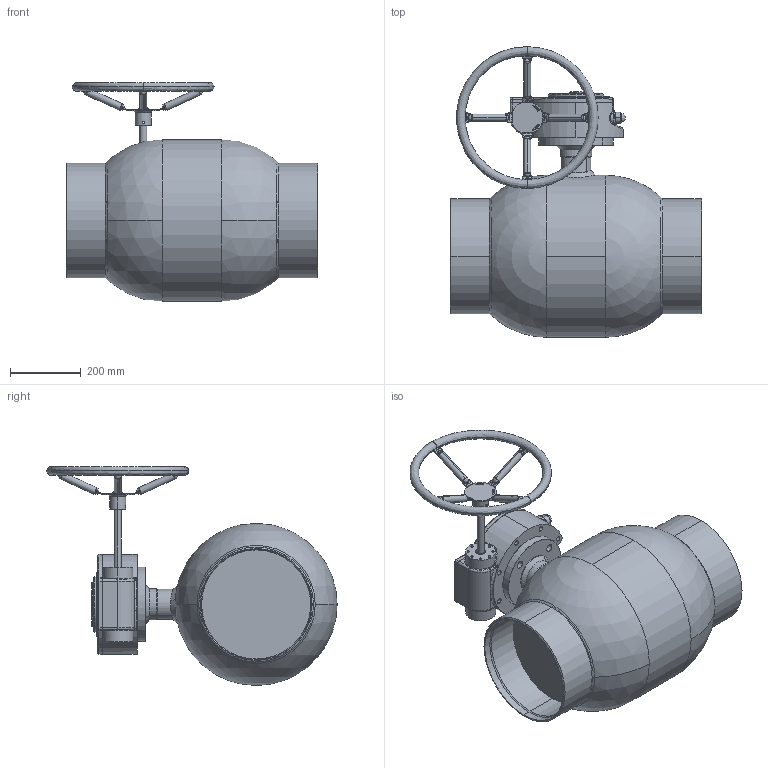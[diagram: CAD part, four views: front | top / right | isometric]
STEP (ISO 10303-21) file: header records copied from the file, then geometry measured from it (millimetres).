
FILE_DESCRIPTION (( 'STEP AP214' ), '1' );
FILE_NAME ('61102300 370.STEP', '2010-10-13T19:20:13', ( 'BROEN A/S' ), ( 'BROEN A/S' ), 'SwSTEP 2.0', 'SolidWorks 2009', '' );
FILE_SCHEMA (( 'AUTOMOTIVE_DESIGN' ));
Length unit declared in the file: millimetre
Products named in the file (1): 61102300 370
Bounding box: 710.21 x 819 x 617.5 mm (x, y, z)
Surface area: 1900502.2 mm2 (no closed solid volume)
Topology: 0 solids, 54 shells, 765 faces, 3038 edges, 2231 vertices
Faces by surface type: bspline 276, plane 225, cylinder 222, cone 38, sphere 4
Entity records: 106063 total; most frequent: CARTESIAN_POINT 75284, ORIENTED_EDGE 4627, DIRECTION 3781, EDGE_CURVE 3008, VERTEX_POINT 2231, VECTOR 1267, LINE 1267, AXIS2_PLACEMENT_3D 1257
